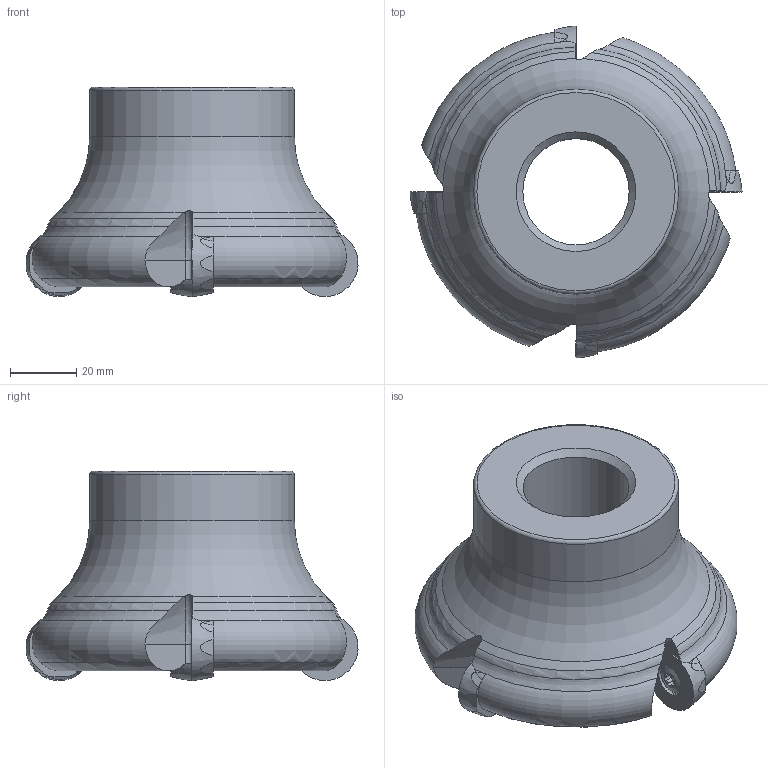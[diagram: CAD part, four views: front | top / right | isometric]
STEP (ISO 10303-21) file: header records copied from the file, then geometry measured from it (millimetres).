
FILE_DESCRIPTION(/* description */ (''),/* implementation_level */ '2;1');
FILE_NAME(/* name */ '1543374701760.stp',/* time_stamp */ '2018-11-28T08:41:54+05:00',/* author */ (''),/* organization */ ('SMS'),/* preprocessor_version */ 'ST-DEVELOPER v15',/* originating_system */ 'SIEMENS PLM Software NX 8.5',/* authorisation */ '');
FILE_SCHEMA (('AUTOMOTIVE_DESIGN { 1 0 10303 214 3 1 1 1 }'));
Length unit declared in the file: millimetre
Products named in the file (4): 201857738mod000_00; ASSEMBLY_CONSTRUCTION; 201915248mod000_00; 201915247mod000_00
Assembly tree (6 placements, depth 2):
  201915247mod000_00
    201915248mod000_00
    ASSEMBLY_CONSTRUCTION
    201857738mod000_00  x4
Bounding box: 99.95 x 99.95 x 62.99 mm (x, y, z)
Volume: 183551 mm3; surface area: 35874.1 mm2
Topology: 5 solids, 5 shells, 313 faces, 811 edges, 531 vertices
Faces by surface type: plane 139, cone 59, extrusion 48, torus 40, cylinder 23, sphere 4
Full cylindrical faces by diameter (mm): 5.35 x4, 6.5 x4, 8.45 x4, 32.013 x1, 45 x1, 61.7 x1
Entity records: 10867 total; most frequent: CARTESIAN_POINT 4305, ORIENTED_EDGE 1306, DIRECTION 1296, EDGE_CURVE 653, AXIS2_PLACEMENT_3D 538, VERTEX_POINT 437, EDGE_LOOP 322, ADVANCED_FACE 271
